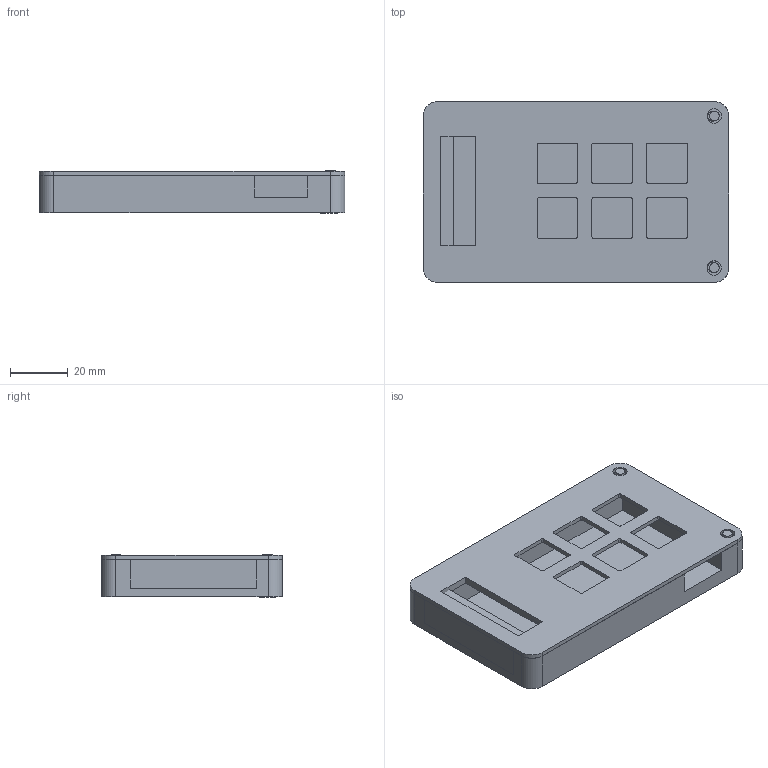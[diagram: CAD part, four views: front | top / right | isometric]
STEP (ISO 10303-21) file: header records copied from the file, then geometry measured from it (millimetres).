
FILE_DESCRIPTION(/* description */ (''),/* implementation_level */ '2;1');
FILE_NAME(/* name */ 'jianhackpad.step',/* time_stamp */ '2025-12-23T09:04:18-08:00',/* author */ (''),/* organization */ (''),/* preprocessor_version */ 'ST-DEVELOPER v20.1',/* originating_system */ 'Autodesk Translation Framework v14.21.0.0',/* authorisation */ '');
FILE_SCHEMA (('AUTOMOTIVE_DESIGN { 1 0 10303 214 3 1 1 }'));
Length unit declared in the file: millimetre
Products named in the file (2): 2025-11-29-07-55-47-735; 2025-11-29-09-20-20-068
Assembly tree (1 placements, depth 2):
  2025-11-29-07-55-47-735
    2025-11-29-09-20-20-068
Bounding box: 106.16 x 62.88 x 14.63 mm (x, y, z)
Volume: 55711.9 mm3; surface area: 31887 mm2
Topology: 2 solids, 2 shells, 139 faces, 390 edges, 260 vertices
Faces by surface type: plane 74, cylinder 42, bspline 23
Full cylindrical faces by diameter (mm): 3.388 x2, 5 x2, 5.871 x2, 6 x2
Entity records: 4830 total; most frequent: CARTESIAN_POINT 1199, ORIENTED_EDGE 780, DIRECTION 670, EDGE_CURVE 390, VERTEX_POINT 260, LINE 248, VECTOR 248, AXIS2_PLACEMENT_3D 211
